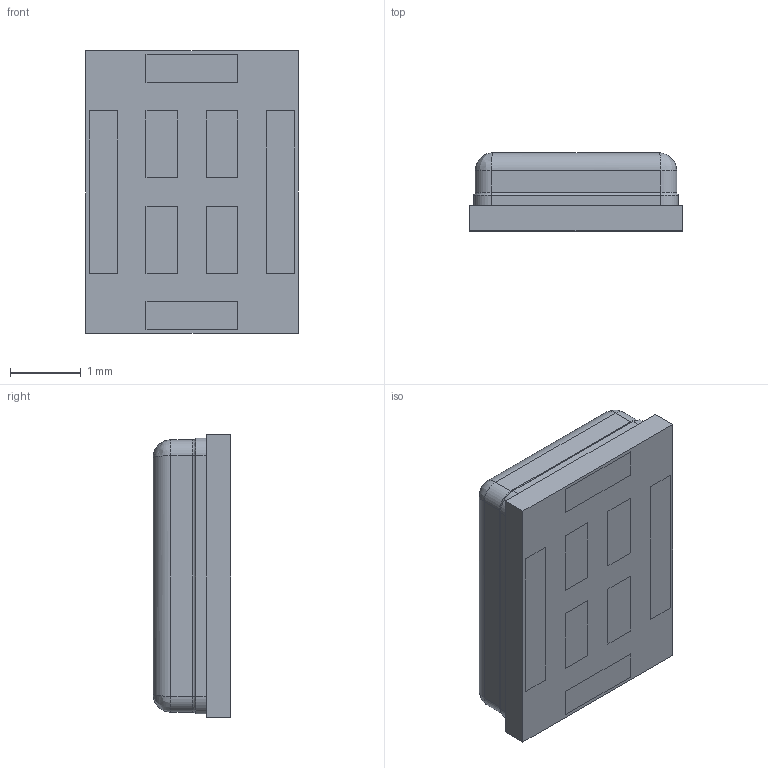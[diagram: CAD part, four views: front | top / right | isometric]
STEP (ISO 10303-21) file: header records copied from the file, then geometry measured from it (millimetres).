
FILE_DESCRIPTION (( 'STEP AP214' ), '1' );
FILE_NAME ('CUI_DEVICES_CMM-4030DT-261280-TR.step', '2023-10-04T16:25:28', ( '' ), ( '' ), 'SwSTEP 2.0', 'SolidWorks 2023', '' );
FILE_SCHEMA (( 'AUTOMOTIVE_DESIGN' ));
Length unit declared in the file: millimetre
Products named in the file (1): CUI_DEVICES_CMM-4030DT-261280-TR
Bounding box: 3 x 1.1 x 4 mm (x, y, z)
Volume: 6.8 mm3; surface area: 65.4 mm2
Topology: 2 solids, 2 shells, 84 faces, 214 edges, 144 vertices
Faces by surface type: plane 38, cylinder 30, bspline 16
Entity records: 3254 total; most frequent: CARTESIAN_POINT 1411, ORIENTED_EDGE 412, DIRECTION 300, EDGE_CURVE 206, VERTEX_POINT 144, AXIS2_PLACEMENT_3D 113, EDGE_LOOP 104, FACE_OUTER_BOUND 84
